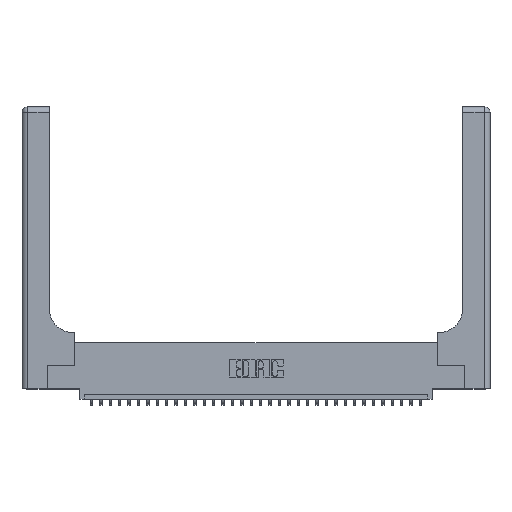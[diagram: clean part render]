
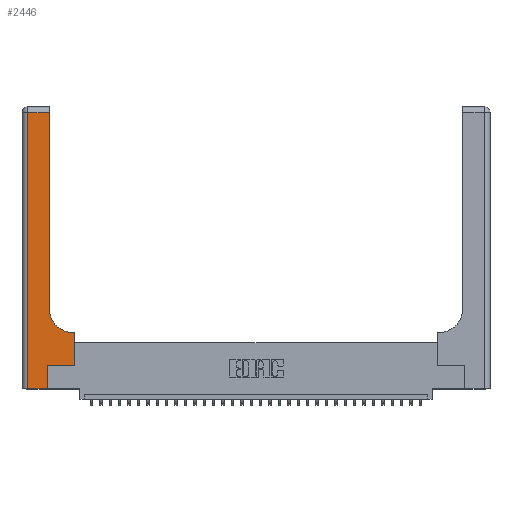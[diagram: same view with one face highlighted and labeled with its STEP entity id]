
A CAD part, top view. The second image highlights one B-rep face of the part: STEP entity #2446.
In plain terms, the highlighted planar face has unit normal (0, 0, 1).
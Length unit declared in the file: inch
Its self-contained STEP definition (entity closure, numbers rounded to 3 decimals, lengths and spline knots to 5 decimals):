
#195 = DIRECTION ( 'NONE',  ( 0., 1., 0. ) ) ;
#756 = EDGE_CURVE ( 'NONE', #15421, #4814, #23026, .T. ) ;
#1045 = ORIENTED_EDGE ( 'NONE', *, *, #14159, .T. ) ;
#2446 = ADVANCED_FACE ( 'NONE', ( #19535 ), #14795, .F. ) ;
#2811 = CARTESIAN_POINT ( 'NONE',  ( 0.269, 0.25, 0.37 ) ) ;
#3339 = VERTEX_POINT ( 'NONE', #10307 ) ;
#4387 = DIRECTION ( 'NONE',  ( 0., 0., -1. ) ) ;
#4403 = CARTESIAN_POINT ( 'NONE',  ( 0.2915, 2.94, 0.37 ) ) ;
#4444 = EDGE_CURVE ( 'NONE', #30979, #29950, #21416, .T. ) ;
#4534 = DIRECTION ( 'NONE',  ( 1., 0., 0. ) ) ;
#4814 = VERTEX_POINT ( 'NONE', #30531 ) ;
#4826 = LINE ( 'NONE', #25933, #8846 ) ;
#5055 = VERTEX_POINT ( 'NONE', #7507 ) ;
#5066 = CIRCLE ( 'NONE', #9355, 0.25 ) ;
#5070 = DIRECTION ( 'NONE',  ( 0., 1., 0. ) ) ;
#5075 = CARTESIAN_POINT ( 'NONE',  ( 0.2915, 3., 0.37 ) ) ;
#5299 = ORIENTED_EDGE ( 'NONE', *, *, #19372, .T. ) ;
#5531 = VECTOR ( 'NONE', #5070, 39.37008 ) ;
#6103 = CARTESIAN_POINT ( 'NONE',  ( 0.06, 3., 0.37 ) ) ;
#6453 = DIRECTION ( 'NONE',  ( 0., 1., 0. ) ) ;
#6558 = ORIENTED_EDGE ( 'NONE', *, *, #28131, .T. ) ;
#7310 = ORIENTED_EDGE ( 'NONE', *, *, #22561, .T. ) ;
#7455 = ORIENTED_EDGE ( 'NONE', *, *, #23282, .T. ) ;
#7507 = CARTESIAN_POINT ( 'NONE',  ( 0.269, 0., 0.37 ) ) ;
#8846 = VECTOR ( 'NONE', #13164, 39.37008 ) ;
#9355 = AXIS2_PLACEMENT_3D ( 'NONE', #25016, #4387, #27830 ) ;
#9649 = LINE ( 'NONE', #5075, #23256 ) ;
#10307 = CARTESIAN_POINT ( 'NONE',  ( 0.5415, 0.6, 0.37 ) ) ;
#12223 = VECTOR ( 'NONE', #22632, 39.37008 ) ;
#12433 = DIRECTION ( 'NONE',  ( -1., 0., 0. ) ) ;
#12490 = ORIENTED_EDGE ( 'NONE', *, *, #756, .T. ) ;
#13073 = VECTOR ( 'NONE', #4534, 39.37008 ) ;
#13164 = DIRECTION ( 'NONE',  ( 1., 0., 0. ) ) ;
#13261 = VERTEX_POINT ( 'NONE', #17500 ) ;
#13623 = VECTOR ( 'NONE', #16725, 39.37008 ) ;
#14159 = EDGE_CURVE ( 'NONE', #4814, #18981, #28475, .T. ) ;
#14603 = VECTOR ( 'NONE', #6453, 39.37008 ) ;
#14795 = PLANE ( 'NONE',  #31397 ) ;
#14886 = ORIENTED_EDGE ( 'NONE', *, *, #18584, .T. ) ;
#15421 = VERTEX_POINT ( 'NONE', #4403 ) ;
#15424 = LINE ( 'NONE', #17462, #12223 ) ;
#15814 = CARTESIAN_POINT ( 'NONE',  ( 0.269, 0., 0.37 ) ) ;
#16725 = DIRECTION ( 'NONE',  ( 0., -1., 0. ) ) ;
#16812 = ORIENTED_EDGE ( 'NONE', *, *, #25017, .T. ) ;
#17353 = DIRECTION ( 'NONE',  ( 0., 0., -1. ) ) ;
#17462 = CARTESIAN_POINT ( 'NONE',  ( 0.2915, 0.6, 0.37 ) ) ;
#17500 = CARTESIAN_POINT ( 'NONE',  ( 0.2915, 0.85, 0.37 ) ) ;
#18031 = DIRECTION ( 'NONE',  ( -1., 0., 0. ) ) ;
#18464 = CARTESIAN_POINT ( 'NONE',  ( 0., 2.94, 0.37 ) ) ;
#18584 = EDGE_CURVE ( 'NONE', #3339, #13261, #5066, .T. ) ;
#18981 = VERTEX_POINT ( 'NONE', #33065 ) ;
#19372 = EDGE_CURVE ( 'NONE', #29950, #3339, #15424, .T. ) ;
#19535 = FACE_OUTER_BOUND ( 'NONE', #26570, .T. ) ;
#19898 = LINE ( 'NONE', #32816, #13073 ) ;
#21416 = LINE ( 'NONE', #24175, #14603 ) ;
#21787 = ORIENTED_EDGE ( 'NONE', *, *, #4444, .T. ) ;
#22561 = EDGE_CURVE ( 'NONE', #23345, #30979, #4826, .T. ) ;
#22632 = DIRECTION ( 'NONE',  ( -1., 0., 0. ) ) ;
#23026 = LINE ( 'NONE', #18464, #26647 ) ;
#23256 = VECTOR ( 'NONE', #195, 39.37008 ) ;
#23282 = EDGE_CURVE ( 'NONE', #5055, #23345, #24801, .T. ) ;
#23345 = VERTEX_POINT ( 'NONE', #2811 ) ;
#24175 = CARTESIAN_POINT ( 'NONE',  ( 0.5585, 0.25, 0.37 ) ) ;
#24801 = LINE ( 'NONE', #15814, #5531 ) ;
#25016 = CARTESIAN_POINT ( 'NONE',  ( 0.5415, 0.85, 0.37 ) ) ;
#25017 = EDGE_CURVE ( 'NONE', #13261, #15421, #9649, .T. ) ;
#25933 = CARTESIAN_POINT ( 'NONE',  ( 0.269, 0.25, 0.37 ) ) ;
#26570 = EDGE_LOOP ( 'NONE', ( #16812, #12490, #1045, #6558, #7455, #7310, #21787, #5299, #14886 ) ) ;
#26647 = VECTOR ( 'NONE', #18031, 39.37008 ) ;
#27830 = DIRECTION ( 'NONE',  ( 1., 0., 0. ) ) ;
#28131 = EDGE_CURVE ( 'NONE', #18981, #5055, #19898, .T. ) ;
#28475 = LINE ( 'NONE', #6103, #13623 ) ;
#29950 = VERTEX_POINT ( 'NONE', #32134 ) ;
#30073 = CARTESIAN_POINT ( 'NONE',  ( 0., 3., 0.37 ) ) ;
#30531 = CARTESIAN_POINT ( 'NONE',  ( 0.06, 2.94, 0.37 ) ) ;
#30979 = VERTEX_POINT ( 'NONE', #31053 ) ;
#31053 = CARTESIAN_POINT ( 'NONE',  ( 0.5585, 0.25, 0.37 ) ) ;
#31397 = AXIS2_PLACEMENT_3D ( 'NONE', #30073, #17353, #12433 ) ;
#32134 = CARTESIAN_POINT ( 'NONE',  ( 0.5585, 0.6, 0.37 ) ) ;
#32816 = CARTESIAN_POINT ( 'NONE',  ( 0., 0., 0.37 ) ) ;
#33065 = CARTESIAN_POINT ( 'NONE',  ( 0.06, 0., 0.37 ) ) ;
